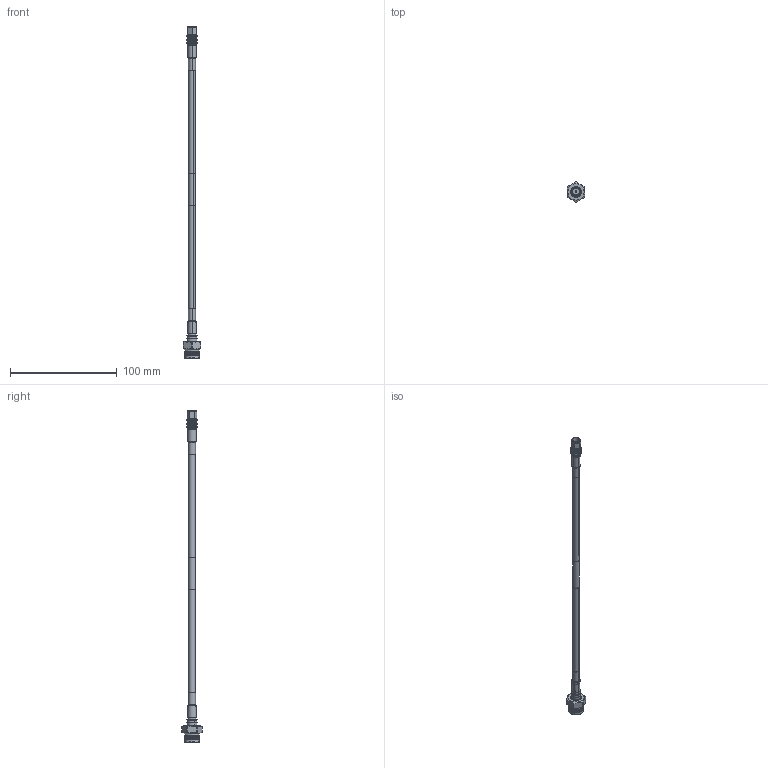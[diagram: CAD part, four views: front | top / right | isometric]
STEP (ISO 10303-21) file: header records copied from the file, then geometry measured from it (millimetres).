
FILE_DESCRIPTION (( 'STEP AP214' ), '1' );
FILE_NAME ('FMC00447_3D.step', '2023-02-06T15:42:44', ( '' ), ( '' ), 'SwSTEP 2.0', 'SolidWorks 2022', '' );
FILE_SCHEMA (( 'AUTOMOTIVE_DESIGN' ));
Length unit declared in the file: inch
Products named in the file (5): Copy of LMR-240-UF^FMC00447_WITH LABEL; Copy of TC-240-SM-SS-X^FMC00447; Part1^FMC00447; Copy of TC-240-TM-X^FMC00447; FMC00447_3D
Assembly tree (4 placements, depth 2):
  FMC00447_3D
    Copy of TC-240-SM-SS-X^FMC00447
    Copy of TC-240-TM-X^FMC00447
    Copy of LMR-240-UF^FMC00447_WITH LABEL
    Part1^FMC00447
Bounding box: 16.51 x 18.8 x 311.61 mm (x, y, z)
Volume: 11490.5 mm3; surface area: 12029.2 mm2
Topology: 6 solids, 6 shells, 1631 faces, 3691 edges, 2101 vertices
Faces by surface type: bspline 1043, cylinder 414, plane 97, cone 73, torus 4
Entity records: 63555 total; most frequent: CARTESIAN_POINT 38786, ORIENTED_EDGE 7382, EDGE_CURVE 3691, DIRECTION 2374, VERTEX_POINT 2101, EDGE_LOOP 1666, FACE_OUTER_BOUND 1631, ADVANCED_FACE 1631
